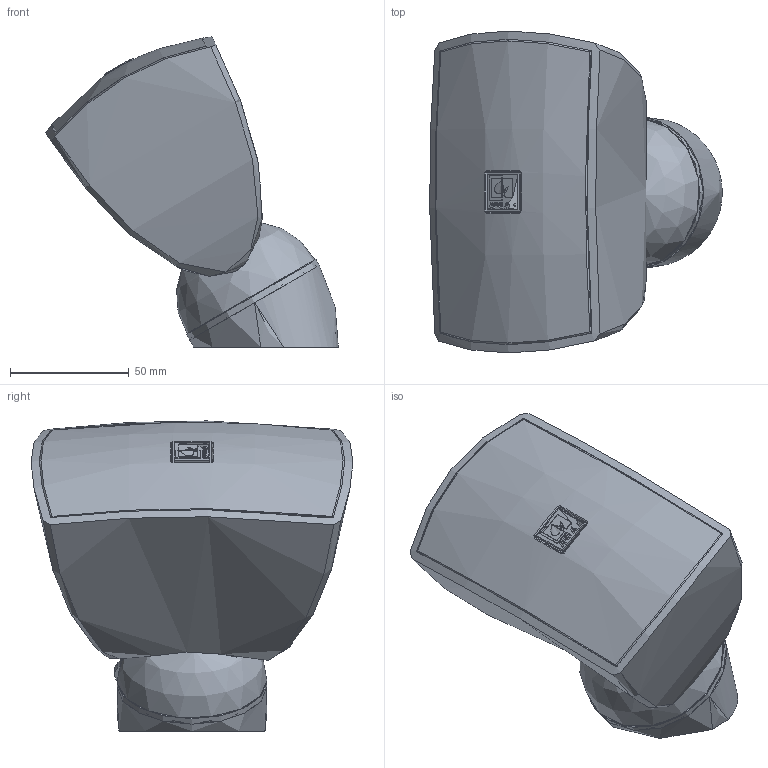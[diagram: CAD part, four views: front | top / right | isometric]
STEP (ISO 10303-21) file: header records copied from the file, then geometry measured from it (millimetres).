
FILE_DESCRIPTION(/* description */ (''),/* implementation_level */ '2;1');
FILE_NAME(/* name */ 'AUDAC-ATEO2-WMA20 test.stp',/* time_stamp */ '2021-03-23T09:56:41+01:00',/* author */ ('kamiel'),/* organization */ (''),/* preprocessor_version */ 'ST-DEVELOPER v18.1',/* originating_system */ 'Autodesk Inventor 2021',/* authorisation */ '');
FILE_SCHEMA (('AUTOMOTIVE_DESIGN { 1 0 10303 214 3 1 1 }'));
Length unit declared in the file: millimetre
Products named in the file (3): AUDAC-ATEO2-WMA20 test; AUDAC-ATEO2; WMA02_20170727
Assembly tree (2 placements, depth 2):
  AUDAC-ATEO2-WMA20 test
    AUDAC-ATEO2
    WMA02_20170727
Bounding box: 123.18 x 135.53 x 130.58 mm (x, y, z)
Volume: 755365.6 mm3; surface area: 64840.9 mm2
Topology: 2 solids, 3 shells, 543 faces, 1417 edges, 910 vertices
Faces by surface type: plane 341, bspline 129, cylinder 37, cone 15, sphere 13, torus 8
Full cylindrical faces by diameter (mm): 19 x1, 61.6 x1, 63 x1
Entity records: 25218 total; most frequent: CARTESIAN_POINT 11869, ORIENTED_EDGE 2830, DIRECTION 2255, EDGE_CURVE 1415, LINE 937, VECTOR 937, VERTEX_POINT 910, AXIS2_PLACEMENT_3D 659
